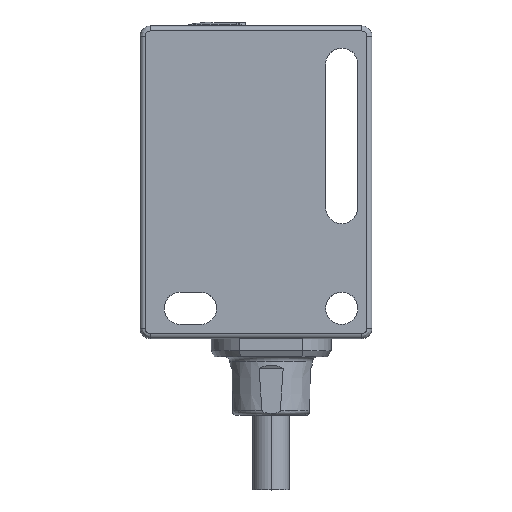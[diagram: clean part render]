
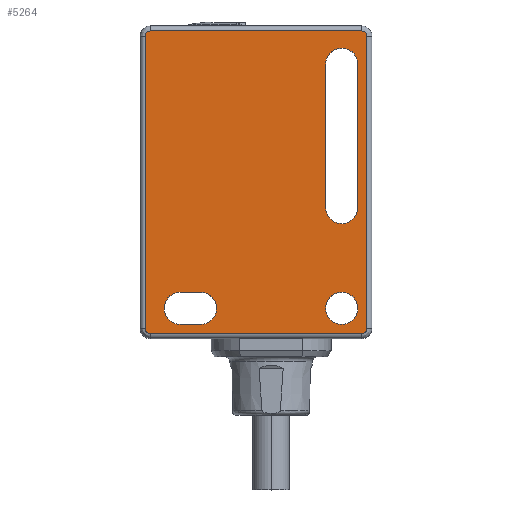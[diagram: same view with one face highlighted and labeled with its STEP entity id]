
A CAD part, top view. The second image highlights one B-rep face of the part: STEP entity #5264.
In plain terms, the highlighted planar face has unit normal (0, 0, 1).
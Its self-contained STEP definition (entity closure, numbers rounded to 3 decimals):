
#1116=DIRECTION('',(-1.,0.,0.));
#1117=VECTOR('',#1116,21.);
#1118=CARTESIAN_POINT('',(2.,-2.5,5.5));
#1119=LINE('',#1118,#1117);
#1146=CARTESIAN_POINT('',(-19.,-2.,5.5));
#1147=DIRECTION('',(0.,0.,-1.));
#1148=DIRECTION('',(0.,-1.,0.));
#1149=AXIS2_PLACEMENT_3D('',#1146,#1147,#1148);
#1169=DIRECTION('',(0.,1.,0.));
#1170=VECTOR('',#1169,29.);
#1171=CARTESIAN_POINT('',(-19.5,-2.,5.5));
#1172=LINE('',#1171,#1170);
#1192=CARTESIAN_POINT('',(-19.,27.,5.5));
#1193=DIRECTION('',(0.,0.,-1.));
#1194=DIRECTION('',(-1.,0.,0.));
#1195=AXIS2_PLACEMENT_3D('',#1192,#1193,#1194);
#1425=DIRECTION('',(1.,0.,0.));
#1426=VECTOR('',#1425,21.);
#1427=CARTESIAN_POINT('',(-19.,27.5,5.5));
#1428=LINE('',#1427,#1426);
#1448=CARTESIAN_POINT('',(2.,27.,5.5));
#1449=DIRECTION('',(0.,0.,-1.));
#1450=DIRECTION('',(0.,1.,0.));
#1451=AXIS2_PLACEMENT_3D('',#1448,#1449,#1450);
#1471=DIRECTION('',(0.,-1.,0.));
#1472=VECTOR('',#1471,29.);
#1473=CARTESIAN_POINT('',(2.5,27.,5.5));
#1474=LINE('',#1473,#1472);
#1494=CARTESIAN_POINT('',(2.,-2.,5.5));
#1495=DIRECTION('',(0.,0.,-1.));
#1496=DIRECTION('',(1.,0.,0.));
#1497=AXIS2_PLACEMENT_3D('',#1494,#1495,#1496);
#1510=CARTESIAN_POINT('',(0.,0.,5.5));
#1511=DIRECTION('',(0.,0.,1.));
#1512=DIRECTION('',(1.,0.,0.));
#1513=AXIS2_PLACEMENT_3D('',#1510,#1511,#1512);
#1518=CARTESIAN_POINT('',(0.,0.,5.5));
#1519=DIRECTION('',(0.,0.,1.));
#1520=DIRECTION('',(-1.,0.,0.));
#1521=AXIS2_PLACEMENT_3D('',#1518,#1519,#1520);
#1526=CARTESIAN_POINT('',(0.,24.2,5.5));
#1527=DIRECTION('',(0.,0.,1.));
#1528=DIRECTION('',(1.,0.,0.));
#1529=AXIS2_PLACEMENT_3D('',#1526,#1527,#1528);
#1534=DIRECTION('',(0.,-1.,0.));
#1535=VECTOR('',#1534,14.2);
#1536=CARTESIAN_POINT('',(-1.6,24.2,5.5));
#1537=LINE('',#1536,#1535);
#1541=CARTESIAN_POINT('',(0.,10.,5.5));
#1542=DIRECTION('',(0.,0.,1.));
#1543=DIRECTION('',(-1.,0.,0.));
#1544=AXIS2_PLACEMENT_3D('',#1541,#1542,#1543);
#1549=DIRECTION('',(0.,1.,0.));
#1550=VECTOR('',#1549,14.2);
#1551=CARTESIAN_POINT('',(1.6,10.,5.5));
#1552=LINE('',#1551,#1550);
#1556=CARTESIAN_POINT('',(-16.,0.,5.5));
#1557=DIRECTION('',(0.,0.,1.));
#1558=DIRECTION('',(0.,1.,0.));
#1559=AXIS2_PLACEMENT_3D('',#1556,#1557,#1558);
#1564=DIRECTION('',(1.,0.,0.));
#1565=VECTOR('',#1564,2.);
#1566=CARTESIAN_POINT('',(-16.,-1.6,5.5));
#1567=LINE('',#1566,#1565);
#1571=CARTESIAN_POINT('',(-14.,0.,5.5));
#1572=DIRECTION('',(0.,0.,1.));
#1573=DIRECTION('',(0.,-1.,0.));
#1574=AXIS2_PLACEMENT_3D('',#1571,#1572,#1573);
#1579=DIRECTION('',(-1.,0.,0.));
#1580=VECTOR('',#1579,2.);
#1581=CARTESIAN_POINT('',(-14.,1.6,5.5));
#1582=LINE('',#1581,#1580);
#3484=CARTESIAN_POINT('',(1.6,0.,5.5));
#3485=CARTESIAN_POINT('',(-1.6,0.,5.5));
#3486=VERTEX_POINT('',#3484);
#3487=VERTEX_POINT('',#3485);
#3488=CARTESIAN_POINT('',(1.6,24.2,5.5));
#3489=CARTESIAN_POINT('',(-1.6,24.2,5.5));
#3490=VERTEX_POINT('',#3488);
#3491=VERTEX_POINT('',#3489);
#3492=CARTESIAN_POINT('',(-1.6,10.,5.5));
#3493=VERTEX_POINT('',#3492);
#3494=CARTESIAN_POINT('',(1.6,10.,5.5));
#3495=VERTEX_POINT('',#3494);
#3504=CARTESIAN_POINT('',(-16.,1.6,5.5));
#3505=CARTESIAN_POINT('',(-16.,-1.6,5.5));
#3506=VERTEX_POINT('',#3504);
#3507=VERTEX_POINT('',#3505);
#3508=CARTESIAN_POINT('',(-14.,-1.6,5.5));
#3509=VERTEX_POINT('',#3508);
#3510=CARTESIAN_POINT('',(-14.,1.6,5.5));
#3511=VERTEX_POINT('',#3510);
#3548=CARTESIAN_POINT('',(2.5,27.,5.5));
#3549=CARTESIAN_POINT('',(2.5,-2.,5.5));
#3550=VERTEX_POINT('',#3548);
#3551=VERTEX_POINT('',#3549);
#3554=CARTESIAN_POINT('',(2.,-2.5,5.5));
#3555=VERTEX_POINT('',#3554);
#3556=CARTESIAN_POINT('',(-19.,-2.5,5.5));
#3557=VERTEX_POINT('',#3556);
#3562=CARTESIAN_POINT('',(-19.5,-2.,5.5));
#3563=VERTEX_POINT('',#3562);
#3566=CARTESIAN_POINT('',(-19.5,27.,5.5));
#3567=VERTEX_POINT('',#3566);
#3570=CARTESIAN_POINT('',(-19.,27.5,5.5));
#3571=VERTEX_POINT('',#3570);
#3574=CARTESIAN_POINT('',(2.,27.5,5.5));
#3575=VERTEX_POINT('',#3574);
#5223=CARTESIAN_POINT('',(-20.,28.,5.5));
#5224=DIRECTION('',(0.,0.,1.));
#5225=DIRECTION('',(1.,0.,0.));
#5226=AXIS2_PLACEMENT_3D('',#5223,#5224,#5225);
#5227=PLANE('',#5226);
#5228=ORIENTED_EDGE('',*,*,#5192,.T.);
#5229=ORIENTED_EDGE('',*,*,#5217,.T.);
#5230=ORIENTED_EDGE('',*,*,#4896,.T.);
#5231=ORIENTED_EDGE('',*,*,#4924,.T.);
#5232=ORIENTED_EDGE('',*,*,#4938,.T.);
#5233=ORIENTED_EDGE('',*,*,#4965,.T.);
#5234=ORIENTED_EDGE('',*,*,#5152,.T.);
#5235=ORIENTED_EDGE('',*,*,#5178,.T.);
#5236=EDGE_LOOP('',(#5228,#5229,#5230,#5231,#5232,#5233,#5234,#5235));
#5237=FACE_OUTER_BOUND('',#5236,.F.);
#5239=ORIENTED_EDGE('',*,*,#5238,.T.);
#5241=ORIENTED_EDGE('',*,*,#5240,.T.);
#5242=EDGE_LOOP('',(#5239,#5241));
#5243=FACE_BOUND('',#5242,.F.);
#5245=ORIENTED_EDGE('',*,*,#5244,.T.);
#5247=ORIENTED_EDGE('',*,*,#5246,.T.);
#5249=ORIENTED_EDGE('',*,*,#5248,.T.);
#5251=ORIENTED_EDGE('',*,*,#5250,.T.);
#5252=EDGE_LOOP('',(#5245,#5247,#5249,#5251));
#5253=FACE_BOUND('',#5252,.F.);
#5255=ORIENTED_EDGE('',*,*,#5254,.T.);
#5257=ORIENTED_EDGE('',*,*,#5256,.T.);
#5259=ORIENTED_EDGE('',*,*,#5258,.T.);
#5261=ORIENTED_EDGE('',*,*,#5260,.T.);
#5262=EDGE_LOOP('',(#5255,#5257,#5259,#5261));
#5263=FACE_BOUND('',#5262,.F.);
#5264=ADVANCED_FACE('',(#5237,#5243,#5253,#5263),#5227,.T.);
#1150=CIRCLE('',#1149,0.5);
#1196=CIRCLE('',#1195,0.5);
#1452=CIRCLE('',#1451,0.5);
#1498=CIRCLE('',#1497,0.5);
#1514=CIRCLE('',#1513,1.6);
#1522=CIRCLE('',#1521,1.6);
#1530=CIRCLE('',#1529,1.6);
#1545=CIRCLE('',#1544,1.6);
#1560=CIRCLE('',#1559,1.6);
#1575=CIRCLE('',#1574,1.6);
#4896=EDGE_CURVE('',#3555,#3557,#1119,.T.);
#4924=EDGE_CURVE('',#3557,#3563,#1150,.T.);
#4938=EDGE_CURVE('',#3563,#3567,#1172,.T.);
#4965=EDGE_CURVE('',#3567,#3571,#1196,.T.);
#5152=EDGE_CURVE('',#3571,#3575,#1428,.T.);
#5178=EDGE_CURVE('',#3575,#3550,#1452,.T.);
#5192=EDGE_CURVE('',#3550,#3551,#1474,.T.);
#5217=EDGE_CURVE('',#3551,#3555,#1498,.T.);
#5238=EDGE_CURVE('',#3486,#3487,#1514,.T.);
#5240=EDGE_CURVE('',#3487,#3486,#1522,.T.);
#5244=EDGE_CURVE('',#3490,#3491,#1530,.T.);
#5246=EDGE_CURVE('',#3491,#3493,#1537,.T.);
#5248=EDGE_CURVE('',#3493,#3495,#1545,.T.);
#5250=EDGE_CURVE('',#3495,#3490,#1552,.T.);
#5254=EDGE_CURVE('',#3506,#3507,#1560,.T.);
#5256=EDGE_CURVE('',#3507,#3509,#1567,.T.);
#5258=EDGE_CURVE('',#3509,#3511,#1575,.T.);
#5260=EDGE_CURVE('',#3511,#3506,#1582,.T.);
